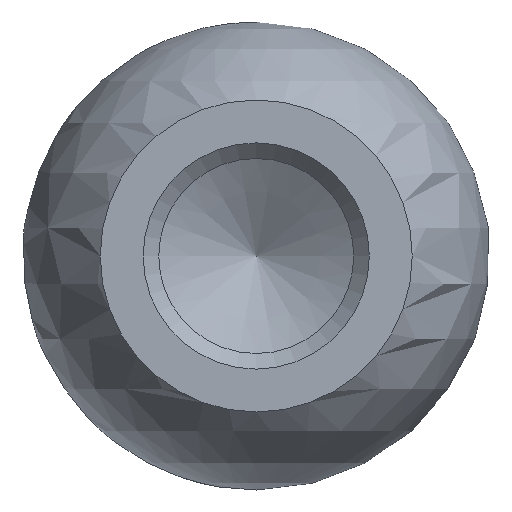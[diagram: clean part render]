
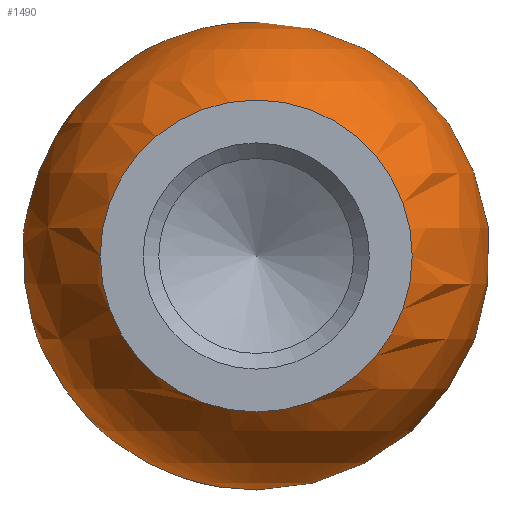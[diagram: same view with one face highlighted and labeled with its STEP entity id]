
A CAD part, left-side view. The second image highlights one B-rep face of the part: STEP entity #1490.
In plain terms, the highlighted spherical face has radius 12 mm.
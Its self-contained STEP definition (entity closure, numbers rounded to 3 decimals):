
#36 = DIRECTION ( 'NONE',  ( 0., -1., 0. ) ) ;
#104 = ORIENTED_EDGE ( 'NONE', *, *, #1001, .F. ) ;
#188 = SPHERICAL_SURFACE ( 'NONE', #364, 12. ) ;
#255 = CARTESIAN_POINT ( 'NONE',  ( 7.295, 0., 0. ) ) ;
#364 = AXIS2_PLACEMENT_3D ( 'NONE', #823, #960, #36 ) ;
#413 = DIRECTION ( 'NONE',  ( 1., 0., 0. ) ) ;
#506 = EDGE_LOOP ( 'NONE', ( #104 ) ) ;
#522 = AXIS2_PLACEMENT_3D ( 'NONE', #567, #1655, #1037 ) ;
#567 = CARTESIAN_POINT ( 'NONE',  ( -8.944, 0., 0. ) ) ;
#657 = CARTESIAN_POINT ( 'NONE',  ( -8.944, -8., 0. ) ) ;
#717 = CIRCLE ( 'NONE', #984, 9.528 ) ;
#823 = CARTESIAN_POINT ( 'NONE',  ( 0., 0., 0. ) ) ;
#840 = VERTEX_POINT ( 'NONE', #941 ) ;
#941 = CARTESIAN_POINT ( 'NONE',  ( 7.295, -9.528, 0. ) ) ;
#960 = DIRECTION ( 'NONE',  ( 0., 0., 1. ) ) ;
#984 = AXIS2_PLACEMENT_3D ( 'NONE', #255, #413, #1192 ) ;
#1001 = EDGE_CURVE ( 'NONE', #840, #840, #717, .T. ) ;
#1037 = DIRECTION ( 'NONE',  ( 0., -1., 0. ) ) ;
#1099 = EDGE_CURVE ( 'NONE', #1427, #1427, #1149, .T. ) ;
#1147 = FACE_OUTER_BOUND ( 'NONE', #506, .T. ) ;
#1149 = CIRCLE ( 'NONE', #522, 8. ) ;
#1192 = DIRECTION ( 'NONE',  ( 0., -1., 0. ) ) ;
#1253 = ORIENTED_EDGE ( 'NONE', *, *, #1099, .F. ) ;
#1297 = EDGE_LOOP ( 'NONE', ( #1253 ) ) ;
#1427 = VERTEX_POINT ( 'NONE', #657 ) ;
#1438 = FACE_OUTER_BOUND ( 'NONE', #1297, .T. ) ;
#1490 = ADVANCED_FACE ( 'NONE', ( #1147, #1438 ), #188, .T. ) ;
#1655 = DIRECTION ( 'NONE',  ( -1., 0., 0. ) ) ;
